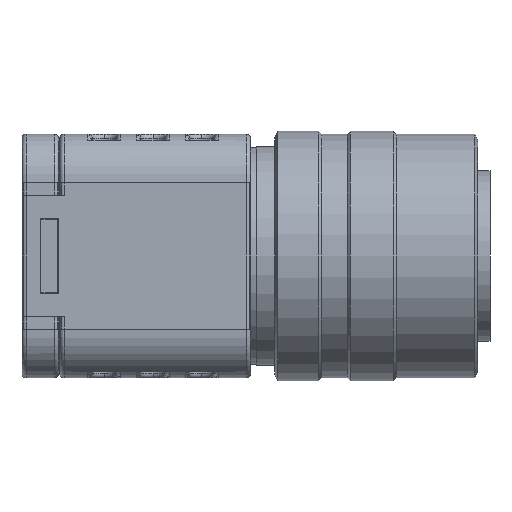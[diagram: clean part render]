
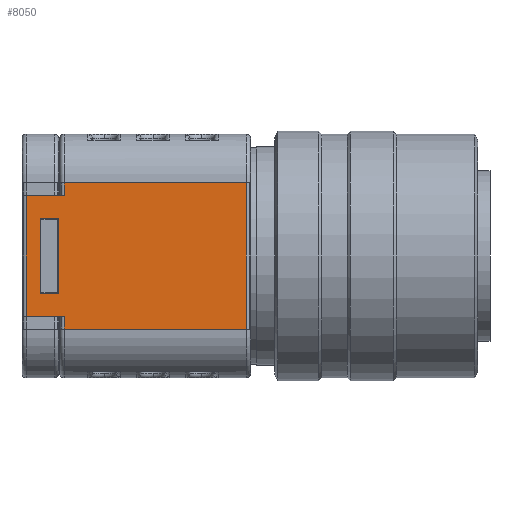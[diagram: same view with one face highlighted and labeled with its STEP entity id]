
A CAD part, left-side view. The second image highlights one B-rep face of the part: STEP entity #8050.
In plain terms, the highlighted planar face has unit normal (-1, 0, 0).
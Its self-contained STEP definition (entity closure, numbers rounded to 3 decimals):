
#1251=CARTESIAN_POINT('',(-10.0,0.35,6.0));
#1252=VERTEX_POINT('',#1251);
#1260=CARTESIAN_POINT('',(-10.0,0.35,-6.0));
#1261=VERTEX_POINT('',#1260);
#1262=CARTESIAN_POINT('',(-10.0,0.35,6.0));
#1263=DIRECTION('',(0.0,0.0,-1.0));
#1264=VECTOR('',#1263,12.0);
#1265=LINE('',#1262,#1264);
#1266=EDGE_CURVE('',#1252,#1261,#1265,.T.);
#2375=CARTESIAN_POINT('',(-10.0,18.4,-4.95));
#2376=VERTEX_POINT('',#2375);
#2384=CARTESIAN_POINT('',(-10.0,18.4,4.95));
#2385=VERTEX_POINT('',#2384);
#2386=CARTESIAN_POINT('',(-10.0,18.4,-4.95));
#2387=DIRECTION('',(0.0,0.0,1.0));
#2388=VECTOR('',#2387,9.9);
#2389=LINE('',#2386,#2388);
#2390=EDGE_CURVE('',#2376,#2385,#2389,.T.);
#4363=CARTESIAN_POINT('',(-10.0,15.3,4.95));
#4364=VERTEX_POINT('',#4363);
#4365=CARTESIAN_POINT('',(-10.0,18.4,4.95));
#4366=DIRECTION('',(0.0,-1.0,0.0));
#4367=VECTOR('',#4366,3.1);
#4368=LINE('',#4365,#4367);
#4369=EDGE_CURVE('',#2385,#4364,#4368,.T.);
#4786=CARTESIAN_POINT('',(-10.0,15.3,6.0));
#4787=VERTEX_POINT('',#4786);
#4795=CARTESIAN_POINT('',(-10.0,0.35,6.0));
#4796=DIRECTION('',(0.0,1.0,0.0));
#4797=VECTOR('',#4796,14.95);
#4798=LINE('',#4795,#4797);
#4799=EDGE_CURVE('',#1252,#4787,#4798,.T.);
#5607=CARTESIAN_POINT('',(-10.0,15.3,-6.0));
#5608=VERTEX_POINT('',#5607);
#5609=CARTESIAN_POINT('',(-10.0,0.35,-6.0));
#5610=DIRECTION('',(0.0,1.0,0.0));
#5611=VECTOR('',#5610,14.95);
#5612=LINE('',#5609,#5611);
#5613=EDGE_CURVE('',#1261,#5608,#5612,.T.);
#6713=CARTESIAN_POINT('',(-10.0,15.3,4.95));
#6714=DIRECTION('',(0.0,0.0,1.0));
#6715=VECTOR('',#6714,1.05);
#6716=LINE('',#6713,#6715);
#6717=EDGE_CURVE('',#4364,#4787,#6716,.T.);
#6730=CARTESIAN_POINT('',(-10.0,15.3,-4.95));
#6731=VERTEX_POINT('',#6730);
#6732=CARTESIAN_POINT('',(-10.0,15.3,-6.0));
#6733=DIRECTION('',(0.0,0.0,1.0));
#6734=VECTOR('',#6733,1.05);
#6735=LINE('',#6732,#6734);
#6736=EDGE_CURVE('',#5608,#6731,#6735,.T.);
#7861=CARTESIAN_POINT('',(-10.0,15.3,-4.95));
#7862=DIRECTION('',(0.0,1.0,0.0));
#7863=VECTOR('',#7862,3.1);
#7864=LINE('',#7861,#7863);
#7865=EDGE_CURVE('',#6731,#2376,#7864,.T.);
#7886=CARTESIAN_POINT('',(-10.0,15.75,3.05));
#7887=VERTEX_POINT('',#7886);
#7894=CARTESIAN_POINT('',(-10.0,17.25,3.05));
#7895=VERTEX_POINT('',#7894);
#7896=CARTESIAN_POINT('',(-10.0,17.25,3.05));
#7897=DIRECTION('',(0.0,-1.0,0.0));
#7898=VECTOR('',#7897,1.5);
#7899=LINE('',#7896,#7898);
#7900=EDGE_CURVE('',#7895,#7887,#7899,.T.);
#7925=CARTESIAN_POINT('',(-10.0,17.25,-3.05));
#7926=VERTEX_POINT('',#7925);
#7927=CARTESIAN_POINT('',(-10.0,17.25,-3.05));
#7928=DIRECTION('',(0.0,0.0,1.0));
#7929=VECTOR('',#7928,6.1);
#7930=LINE('',#7927,#7929);
#7931=EDGE_CURVE('',#7926,#7895,#7930,.T.);
#7956=CARTESIAN_POINT('',(-10.0,15.75,-3.05));
#7957=VERTEX_POINT('',#7956);
#7958=CARTESIAN_POINT('',(-10.0,15.75,-3.05));
#7959=DIRECTION('',(0.0,1.0,0.0));
#7960=VECTOR('',#7959,1.5);
#7961=LINE('',#7958,#7960);
#7962=EDGE_CURVE('',#7957,#7926,#7961,.T.);
#8024=CARTESIAN_POINT('',(-10.0,0.0,6.0));
#8025=DIRECTION('',(-1.0,0.0,0.0));
#8026=DIRECTION('',(0.0,0.0,1.0));
#8027=AXIS2_PLACEMENT_3D('',#8024,#8025,#8026);
#8028=PLANE('',#8027);
#8029=ORIENTED_EDGE('',*,*,#2390,.F.);
#8030=ORIENTED_EDGE('',*,*,#7865,.F.);
#8031=ORIENTED_EDGE('',*,*,#6736,.F.);
#8032=ORIENTED_EDGE('',*,*,#5613,.F.);
#8033=ORIENTED_EDGE('',*,*,#1266,.F.);
#8034=ORIENTED_EDGE('',*,*,#4799,.T.);
#8035=ORIENTED_EDGE('',*,*,#6717,.F.);
#8036=ORIENTED_EDGE('',*,*,#4369,.F.);
#8037=EDGE_LOOP('',(#8029,#8030,#8031,#8032,#8033,#8034,#8035,#8036));
#8038=FACE_OUTER_BOUND('',#8037,.T.);
#8039=CARTESIAN_POINT('',(-10.0,15.75,3.05));
#8040=DIRECTION('',(0.0,0.0,-1.0));
#8041=VECTOR('',#8040,6.1);
#8042=LINE('',#8039,#8041);
#8043=EDGE_CURVE('',#7887,#7957,#8042,.T.);
#8044=ORIENTED_EDGE('',*,*,#8043,.T.);
#8045=ORIENTED_EDGE('',*,*,#7962,.T.);
#8046=ORIENTED_EDGE('',*,*,#7931,.T.);
#8047=ORIENTED_EDGE('',*,*,#7900,.T.);
#8048=EDGE_LOOP('',(#8044,#8045,#8046,#8047));
#8049=FACE_BOUND('',#8048,.T.);
#8050=ADVANCED_FACE('',(#8038,#8049),#8028,.T.);
